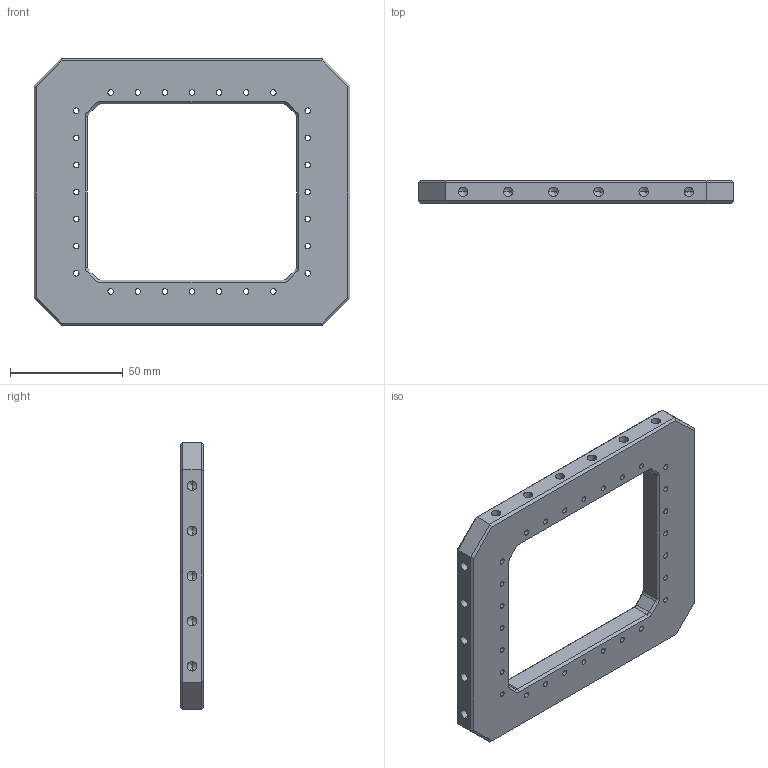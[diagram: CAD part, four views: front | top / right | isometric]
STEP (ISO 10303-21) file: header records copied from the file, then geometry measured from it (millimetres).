
FILE_DESCRIPTION (( 'STEP AP203' ), '1' );
FILE_NAME ('rib.STEP', '2024-10-14T02:42:12', ( 'lance' ), ( '' ), 'SwSTEP 2.0', 'SolidWorks 2021', '' );
FILE_SCHEMA (( 'CONFIG_CONTROL_DESIGN' ));
Length unit declared in the file: millimetre
Products named in the file (1): rib
Bounding box: 140 x 10 x 118.15 mm (x, y, z)
Volume: 84568.6 mm3; surface area: 30923.3 mm2
Topology: 1 solids, 1 shells, 218 faces, 556 edges, 318 vertices
Faces by surface type: cylinder 108, cone 60, plane 50
Entity records: 6441 total; most frequent: DIRECTION 1182, CARTESIAN_POINT 1049, ORIENTED_EDGE 1024, EDGE_CURVE 512, AXIS2_PLACEMENT_3D 451, VERTEX_POINT 318, EDGE_LOOP 298, LINE 280
